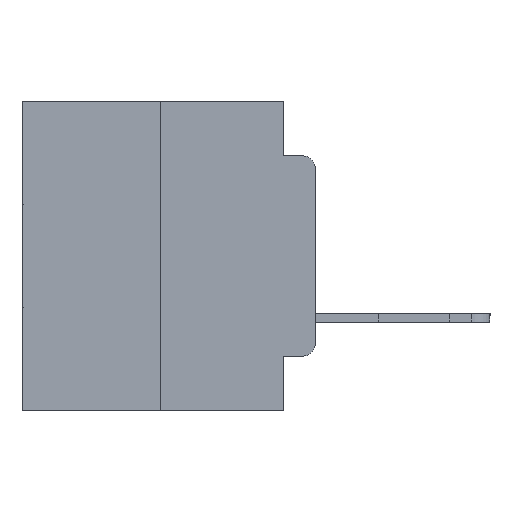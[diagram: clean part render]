
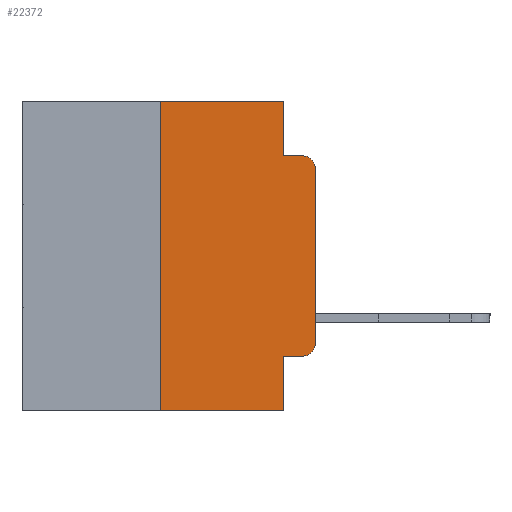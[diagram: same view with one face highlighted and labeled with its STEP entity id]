
A CAD part, left-side view. The second image highlights one B-rep face of the part: STEP entity #22372.
In plain terms, the highlighted planar face has unit normal (-1, 0, 0).
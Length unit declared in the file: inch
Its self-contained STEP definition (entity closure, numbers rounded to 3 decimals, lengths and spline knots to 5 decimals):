
#893 = DIRECTION ( 'NONE',  ( 0., 0., 1. ) ) ;
#913 = EDGE_CURVE ( 'NONE', #2131, #25454, #25460, .T. ) ;
#997 = CARTESIAN_POINT ( 'NONE',  ( 0., 0.25, 0. ) ) ;
#1810 = LINE ( 'NONE', #13691, #6633 ) ;
#2131 = VERTEX_POINT ( 'NONE', #20454 ) ;
#2178 = FACE_OUTER_BOUND ( 'NONE', #9463, .T. ) ;
#2501 = VERTEX_POINT ( 'NONE', #5631 ) ;
#2539 = DIRECTION ( 'NONE',  ( 0., 0., -1. ) ) ;
#3133 = EDGE_CURVE ( 'NONE', #19732, #12652, #17291, .T. ) ;
#3437 = DIRECTION ( 'NONE',  ( -1., 0., 0. ) ) ;
#3651 = EDGE_CURVE ( 'NONE', #13764, #19732, #15640, .T. ) ;
#3735 = CARTESIAN_POINT ( 'NONE',  ( 0., 0.051, -0.5 ) ) ;
#4169 = VECTOR ( 'NONE', #21453, 39.37008 ) ;
#4436 = EDGE_CURVE ( 'NONE', #15865, #2501, #7328, .T. ) ;
#4754 = EDGE_CURVE ( 'NONE', #2501, #17040, #1810, .T. ) ;
#5054 = DIRECTION ( 'NONE',  ( 0., 0., 1. ) ) ;
#5467 = CARTESIAN_POINT ( 'NONE',  ( 0., 0.473, 0. ) ) ;
#5541 = CARTESIAN_POINT ( 'NONE',  ( 0., 0.051, -0.4115 ) ) ;
#5631 = CARTESIAN_POINT ( 'NONE',  ( 0., 0., -0.3915 ) ) ;
#6633 = VECTOR ( 'NONE', #5054, 39.37008 ) ;
#7024 = CARTESIAN_POINT ( 'NONE',  ( 0., 0.25, -0.5 ) ) ;
#7321 = VECTOR ( 'NONE', #11842, 39.37008 ) ;
#7328 = CIRCLE ( 'NONE', #8655, 0.02 ) ;
#7837 = DIRECTION ( 'NONE',  ( 0., 0., -1. ) ) ;
#8655 = AXIS2_PLACEMENT_3D ( 'NONE', #24682, #12306, #26660 ) ;
#9237 = ORIENTED_EDGE ( 'NONE', *, *, #3133, .F. ) ;
#9245 = CARTESIAN_POINT ( 'NONE',  ( 0., 0.02, -0.4115 ) ) ;
#9463 = EDGE_LOOP ( 'NONE', ( #23191, #13504, #9237, #20336, #26318, #10542, #16126, #16770, #27559, #12501 ) ) ;
#10294 = VECTOR ( 'NONE', #7837, 39.37008 ) ;
#10542 = ORIENTED_EDGE ( 'NONE', *, *, #13772, .F. ) ;
#11005 = VECTOR ( 'NONE', #12584, 39.37008 ) ;
#11239 = CARTESIAN_POINT ( 'NONE',  ( 0., 0.051, -0.0885 ) ) ;
#11615 = LINE ( 'NONE', #5467, #7321 ) ;
#11842 = DIRECTION ( 'NONE',  ( 0., -1., 0. ) ) ;
#11944 = AXIS2_PLACEMENT_3D ( 'NONE', #23800, #15622, #2539 ) ;
#12306 = DIRECTION ( 'NONE',  ( -1., 0., 0. ) ) ;
#12501 = ORIENTED_EDGE ( 'NONE', *, *, #4436, .T. ) ;
#12535 = AXIS2_PLACEMENT_3D ( 'NONE', #16414, #3437, #18482 ) ;
#12584 = DIRECTION ( 'NONE',  ( 0., -1., 0. ) ) ;
#12652 = VERTEX_POINT ( 'NONE', #23460 ) ;
#12973 = LINE ( 'NONE', #997, #27377 ) ;
#13336 = CIRCLE ( 'NONE', #12535, 0.02 ) ;
#13504 = ORIENTED_EDGE ( 'NONE', *, *, #26907, .T. ) ;
#13691 = CARTESIAN_POINT ( 'NONE',  ( 0., 0., 0. ) ) ;
#13764 = VERTEX_POINT ( 'NONE', #16394 ) ;
#13772 = EDGE_CURVE ( 'NONE', #17185, #18700, #12973, .T. ) ;
#14297 = EDGE_CURVE ( 'NONE', #17185, #25454, #15918, .T. ) ;
#14555 = CARTESIAN_POINT ( 'NONE',  ( 0., 0.051, 0. ) ) ;
#14712 = CARTESIAN_POINT ( 'NONE',  ( 0., 0.473, -0.5 ) ) ;
#14725 = EDGE_CURVE ( 'NONE', #18700, #13764, #11615, .T. ) ;
#14943 = CARTESIAN_POINT ( 'NONE',  ( 0., 0., -0.1085 ) ) ;
#15370 = EDGE_CURVE ( 'NONE', #2131, #15865, #27478, .T. ) ;
#15622 = DIRECTION ( 'NONE',  ( 1., 0., 0. ) ) ;
#15640 = LINE ( 'NONE', #23419, #4169 ) ;
#15865 = VERTEX_POINT ( 'NONE', #9245 ) ;
#15918 = LINE ( 'NONE', #14712, #11005 ) ;
#16126 = ORIENTED_EDGE ( 'NONE', *, *, #14297, .T. ) ;
#16394 = CARTESIAN_POINT ( 'NONE',  ( 0., 0.051, 0. ) ) ;
#16409 = CARTESIAN_POINT ( 'NONE',  ( 0., 0.25, 0. ) ) ;
#16414 = CARTESIAN_POINT ( 'NONE',  ( 0., 0.02, -0.1085 ) ) ;
#16770 = ORIENTED_EDGE ( 'NONE', *, *, #913, .F. ) ;
#17040 = VERTEX_POINT ( 'NONE', #14943 ) ;
#17185 = VERTEX_POINT ( 'NONE', #7024 ) ;
#17291 = LINE ( 'NONE', #19171, #27431 ) ;
#18482 = DIRECTION ( 'NONE',  ( 0., 0., -1. ) ) ;
#18700 = VERTEX_POINT ( 'NONE', #16409 ) ;
#19171 = CARTESIAN_POINT ( 'NONE',  ( 0., 0.051, -0.0885 ) ) ;
#19611 = PLANE ( 'NONE',  #11944 ) ;
#19732 = VERTEX_POINT ( 'NONE', #11239 ) ;
#20312 = DIRECTION ( 'NONE',  ( 0., -1., 0. ) ) ;
#20336 = ORIENTED_EDGE ( 'NONE', *, *, #3651, .F. ) ;
#20454 = CARTESIAN_POINT ( 'NONE',  ( 0., 0.051, -0.4115 ) ) ;
#21453 = DIRECTION ( 'NONE',  ( 0., 0., -1. ) ) ;
#22174 = VECTOR ( 'NONE', #20312, 39.37008 ) ;
#22372 = ADVANCED_FACE ( 'NONE', ( #2178 ), #19611, .F. ) ;
#23191 = ORIENTED_EDGE ( 'NONE', *, *, #4754, .T. ) ;
#23419 = CARTESIAN_POINT ( 'NONE',  ( 0., 0.051, 0. ) ) ;
#23460 = CARTESIAN_POINT ( 'NONE',  ( 0., 0.02, -0.0885 ) ) ;
#23800 = CARTESIAN_POINT ( 'NONE',  ( 0., 0.473, 0. ) ) ;
#24682 = CARTESIAN_POINT ( 'NONE',  ( 0., 0.02, -0.3915 ) ) ;
#25283 = DIRECTION ( 'NONE',  ( 0., -1., 0. ) ) ;
#25454 = VERTEX_POINT ( 'NONE', #3735 ) ;
#25460 = LINE ( 'NONE', #14555, #10294 ) ;
#26318 = ORIENTED_EDGE ( 'NONE', *, *, #14725, .F. ) ;
#26660 = DIRECTION ( 'NONE',  ( 0., 0., -1. ) ) ;
#26907 = EDGE_CURVE ( 'NONE', #17040, #12652, #13336, .T. ) ;
#27377 = VECTOR ( 'NONE', #893, 39.37008 ) ;
#27431 = VECTOR ( 'NONE', #25283, 39.37008 ) ;
#27478 = LINE ( 'NONE', #5541, #22174 ) ;
#27559 = ORIENTED_EDGE ( 'NONE', *, *, #15370, .T. ) ;
